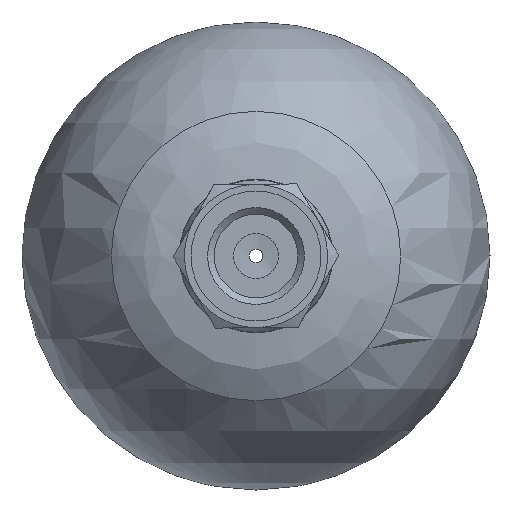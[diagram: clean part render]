
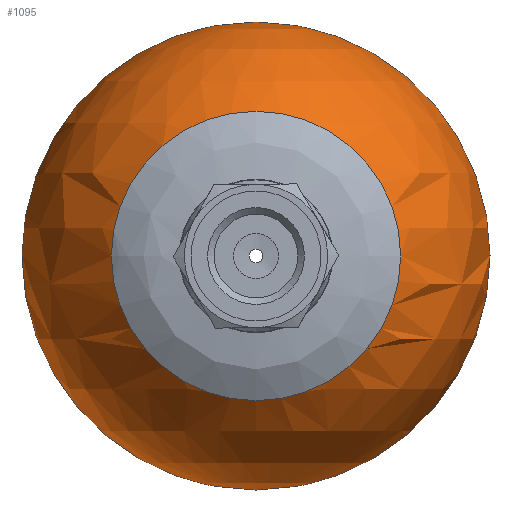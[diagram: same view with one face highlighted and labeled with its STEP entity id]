
A CAD part, front view. The second image highlights one B-rep face of the part: STEP entity #1095.
In plain terms, the highlighted spherical face has radius 52.25 mm.
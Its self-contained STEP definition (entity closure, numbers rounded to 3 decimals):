
#601=CARTESIAN_POINT('',(-52.25,41.5,0.0));
#602=VERTEX_POINT('',#601);
#603=CARTESIAN_POINT('',(0.,41.5,0.0));
#604=DIRECTION('',(0.0,1.0,0.0));
#605=DIRECTION('',(-1.0,0.0,0.0));
#606=AXIS2_PLACEMENT_3D('',#603,#604,#605);
#607=CIRCLE('',#606,52.25);
#608=EDGE_CURVE('',#602,#602,#607,.T.);
#1069=CARTESIAN_POINT('',(-32.3,0.43,0.0));
#1070=VERTEX_POINT('',#1069);
#1071=CARTESIAN_POINT('',(0.,0.43,0.0));
#1072=DIRECTION('',(0.0,1.0,0.0));
#1073=DIRECTION('',(-1.0,0.0,0.0));
#1074=AXIS2_PLACEMENT_3D('',#1071,#1072,#1073);
#1075=CIRCLE('',#1074,32.3);
#1076=EDGE_CURVE('',#1070,#1070,#1075,.T.);
#1084=CARTESIAN_POINT('',(0.,41.5,0.0));
#1085=DIRECTION('',(0.0,0.0,1.0));
#1086=DIRECTION('',(1.0,0.0,0.0));
#1087=AXIS2_PLACEMENT_3D('',#1084,#1085,#1086);
#1088=SPHERICAL_SURFACE('',#1087,52.25);
#1089=ORIENTED_EDGE('',*,*,#608,.F.);
#1090=EDGE_LOOP('',(#1089));
#1091=FACE_OUTER_BOUND('',#1090,.T.);
#1092=ORIENTED_EDGE('',*,*,#1076,.T.);
#1093=EDGE_LOOP('',(#1092));
#1094=FACE_BOUND('',#1093,.T.);
#1095=ADVANCED_FACE('',(#1091,#1094),#1088,.T.);
